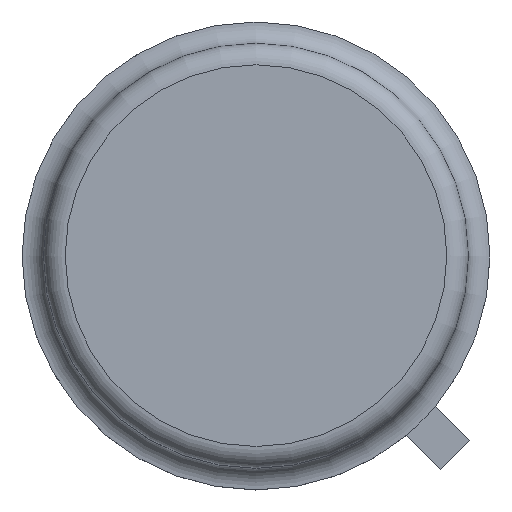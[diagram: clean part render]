
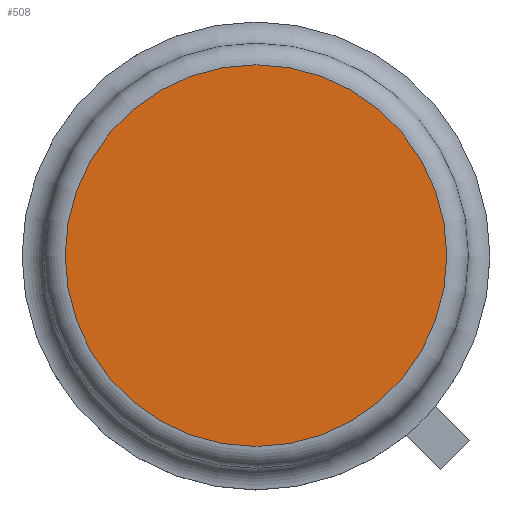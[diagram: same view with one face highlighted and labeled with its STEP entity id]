
A CAD part, top view. The second image highlights one B-rep face of the part: STEP entity #508.
In plain terms, the highlighted planar face has unit normal (0, 0, 1).
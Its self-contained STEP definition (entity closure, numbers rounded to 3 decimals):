
#64=PLANE('',#607);
#154=FACE_OUTER_BOUND('',#195,.T.);
#195=EDGE_LOOP('',(#448));
#232=CIRCLE('',#601,3.652);
#276=VERTEX_POINT('',#918);
#332=EDGE_CURVE('',#276,#276,#232,.T.);
#448=ORIENTED_EDGE('',*,*,#332,.F.);
#508=ADVANCED_FACE('',(#154),#64,.T.);
#601=AXIS2_PLACEMENT_3D('',#919,#765,#766);
#607=AXIS2_PLACEMENT_3D('',#929,#778,#779);
#765=DIRECTION('center_axis',(0.,0.,-1.));
#766=DIRECTION('ref_axis',(1.,0.,0.));
#778=DIRECTION('center_axis',(0.,0.,1.));
#779=DIRECTION('ref_axis',(1.,0.,0.));
#918=CARTESIAN_POINT('',(-3.652,0.,5.255));
#919=CARTESIAN_POINT('Origin',(0.,0.,5.255));
#929=CARTESIAN_POINT('Origin',(0.,0.,5.255));
